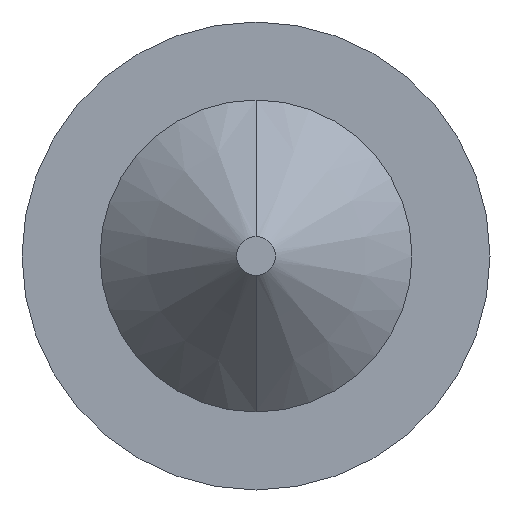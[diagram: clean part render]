
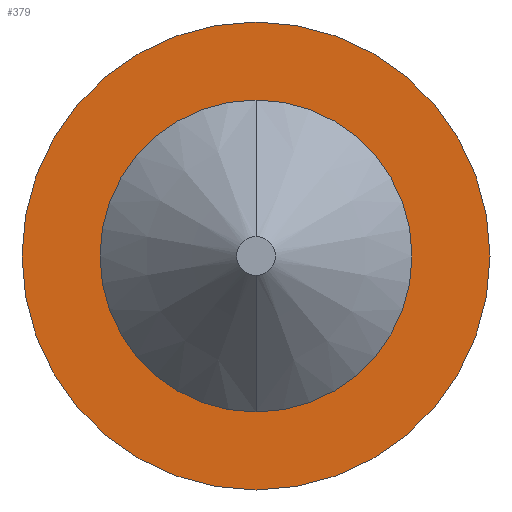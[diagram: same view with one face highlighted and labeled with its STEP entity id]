
A CAD part, front view. The second image highlights one B-rep face of the part: STEP entity #379.
In plain terms, the highlighted planar face has unit normal (0, -1, 0).
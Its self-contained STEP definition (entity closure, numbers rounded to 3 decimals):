
#9 = EDGE_LOOP ( 'NONE', ( #322, #484 ) ) ;
#30 = VERTEX_POINT ( 'NONE', #141 ) ;
#32 = CARTESIAN_POINT ( 'NONE',  ( 0., 14., 0. ) ) ;
#37 = DIRECTION ( 'NONE',  ( 0., -1., 0. ) ) ;
#45 = CARTESIAN_POINT ( 'NONE',  ( 6., 14., 0. ) ) ;
#46 = AXIS2_PLACEMENT_3D ( 'NONE', #32, #167, #186 ) ;
#62 = CIRCLE ( 'NONE', #309, 6. ) ;
#81 = EDGE_CURVE ( 'NONE', #365, #168, #300, .T. ) ;
#141 = CARTESIAN_POINT ( 'NONE',  ( 0., 14., 6. ) ) ;
#151 = PLANE ( 'NONE',  #384 ) ;
#152 = FACE_OUTER_BOUND ( 'NONE', #399, .T. ) ;
#157 = DIRECTION ( 'NONE',  ( 0., -1., 0. ) ) ;
#167 = DIRECTION ( 'NONE',  ( 0., -1., 0. ) ) ;
#168 = VERTEX_POINT ( 'NONE', #401 ) ;
#186 = DIRECTION ( 'NONE',  ( 0., 0., -1. ) ) ;
#192 = DIRECTION ( 'NONE',  ( 0., 0., -1. ) ) ;
#201 = CARTESIAN_POINT ( 'NONE',  ( 0., 14., 4. ) ) ;
#214 = EDGE_CURVE ( 'NONE', #168, #365, #502, .T. ) ;
#219 = EDGE_CURVE ( 'NONE', #30, #450, #62, .T. ) ;
#234 = CARTESIAN_POINT ( 'NONE',  ( 0., 14., 0. ) ) ;
#235 = DIRECTION ( 'NONE',  ( 0., 0., -1. ) ) ;
#250 = ORIENTED_EDGE ( 'NONE', *, *, #219, .T. ) ;
#256 = FACE_BOUND ( 'NONE', #9, .T. ) ;
#277 = DIRECTION ( 'NONE',  ( 0., -1., 0. ) ) ;
#293 = AXIS2_PLACEMENT_3D ( 'NONE', #234, #277, #504 ) ;
#300 = CIRCLE ( 'NONE', #340, 4. ) ;
#309 = AXIS2_PLACEMENT_3D ( 'NONE', #471, #37, #235 ) ;
#312 = CIRCLE ( 'NONE', #46, 6. ) ;
#322 = ORIENTED_EDGE ( 'NONE', *, *, #214, .F. ) ;
#340 = AXIS2_PLACEMENT_3D ( 'NONE', #352, #157, #192 ) ;
#352 = CARTESIAN_POINT ( 'NONE',  ( 0., 14., 0. ) ) ;
#365 = VERTEX_POINT ( 'NONE', #201 ) ;
#368 = DIRECTION ( 'NONE',  ( 0., -1., 0. ) ) ;
#379 = ADVANCED_FACE ( 'NONE', ( #152, #256 ), #151, .T. ) ;
#384 = AXIS2_PLACEMENT_3D ( 'NONE', #45, #368, #501 ) ;
#399 = EDGE_LOOP ( 'NONE', ( #423, #250 ) ) ;
#401 = CARTESIAN_POINT ( 'NONE',  ( 0., 14., -4. ) ) ;
#423 = ORIENTED_EDGE ( 'NONE', *, *, #478, .T. ) ;
#450 = VERTEX_POINT ( 'NONE', #506 ) ;
#471 = CARTESIAN_POINT ( 'NONE',  ( 0., 14., 0. ) ) ;
#478 = EDGE_CURVE ( 'NONE', #450, #30, #312, .T. ) ;
#484 = ORIENTED_EDGE ( 'NONE', *, *, #81, .F. ) ;
#501 = DIRECTION ( 'NONE',  ( 0., 0., -1. ) ) ;
#502 = CIRCLE ( 'NONE', #293, 4. ) ;
#504 = DIRECTION ( 'NONE',  ( 0., 0., -1. ) ) ;
#506 = CARTESIAN_POINT ( 'NONE',  ( 0., 14., -6. ) ) ;
